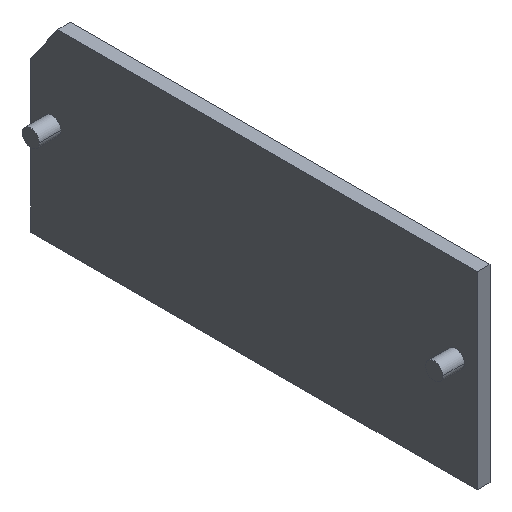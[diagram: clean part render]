
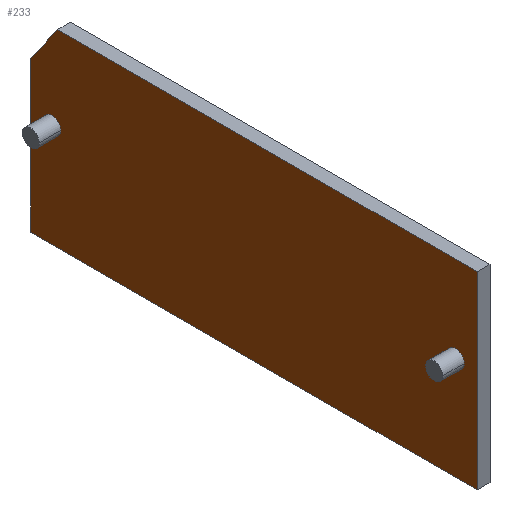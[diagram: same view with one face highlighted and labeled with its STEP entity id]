
A CAD part, isometric view. The second image highlights one B-rep face of the part: STEP entity #233.
In plain terms, the highlighted planar face has unit normal (-1, 0, 0).
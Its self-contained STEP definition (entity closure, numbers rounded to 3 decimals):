
#65=AXIS2_PLACEMENT_3D('Circle Axis2P3D',#63,#64,$) ;
#91=AXIS2_PLACEMENT_3D('Circle Axis2P3D',#89,#90,$) ;
#132=AXIS2_PLACEMENT_3D('Circle Axis2P3D',#130,#131,$) ;
#158=AXIS2_PLACEMENT_3D('Circle Axis2P3D',#156,#157,$) ;
#181=AXIS2_PLACEMENT_3D('Plane Axis2P3D',#178,#179,#180) ;
#58=CARTESIAN_POINT('Vertex',(2.5,48.5,12.)) ;
#63=CARTESIAN_POINT('Axis2P3D Location',(2.5,49.5,12.)) ;
#67=CARTESIAN_POINT('Vertex',(2.5,50.5,12.)) ;
#89=CARTESIAN_POINT('Axis2P3D Location',(2.5,49.5,12.)) ;
#125=CARTESIAN_POINT('Vertex',(2.5,1.5,12.)) ;
#130=CARTESIAN_POINT('Axis2P3D Location',(2.5,2.5,12.)) ;
#134=CARTESIAN_POINT('Vertex',(2.5,3.5,12.)) ;
#156=CARTESIAN_POINT('Axis2P3D Location',(2.5,2.5,12.)) ;
#178=CARTESIAN_POINT('Axis2P3D Location',(2.5,52.,0.)) ;
#183=CARTESIAN_POINT('Line Origine',(2.5,26.,0.)) ;
#187=CARTESIAN_POINT('Vertex',(2.5,52.,0.)) ;
#189=CARTESIAN_POINT('Vertex',(2.5,0.,0.)) ;
#192=CARTESIAN_POINT('Line Origine',(2.5,0.,11.)) ;
#196=CARTESIAN_POINT('Vertex',(2.5,0.,22.)) ;
#199=CARTESIAN_POINT('Line Origine',(2.5,24.425,22.)) ;
#203=CARTESIAN_POINT('Vertex',(2.5,48.849,22.)) ;
#206=CARTESIAN_POINT('Line Origine',(2.5,50.425,19.75)) ;
#210=CARTESIAN_POINT('Vertex',(2.5,52.,17.5)) ;
#213=CARTESIAN_POINT('Line Origine',(2.5,52.,8.75)) ;
#64=DIRECTION('Axis2P3D Direction',(-1.,0.,0.)) ;
#90=DIRECTION('Axis2P3D Direction',(-1.,0.,0.)) ;
#131=DIRECTION('Axis2P3D Direction',(-1.,0.,0.)) ;
#157=DIRECTION('Axis2P3D Direction',(-1.,0.,0.)) ;
#179=DIRECTION('Axis2P3D Direction',(-1.,0.,0.)) ;
#180=DIRECTION('Axis2P3D XDirection',(0.,-1.,0.)) ;
#184=DIRECTION('Vector Direction',(0.,-1.,0.)) ;
#193=DIRECTION('Vector Direction',(0.,0.,1.)) ;
#200=DIRECTION('Vector Direction',(0.,1.,0.)) ;
#207=DIRECTION('Vector Direction',(0.,-0.574,0.819)) ;
#214=DIRECTION('Vector Direction',(0.,0.,-1.)) ;
#185=VECTOR('Line Direction',#184,1.) ;
#194=VECTOR('Line Direction',#193,1.) ;
#201=VECTOR('Line Direction',#200,1.) ;
#208=VECTOR('Line Direction',#207,1.) ;
#215=VECTOR('Line Direction',#214,1.) ;
#219=ORIENTED_EDGE('',*,*,#191,.T.) ;
#220=ORIENTED_EDGE('',*,*,#198,.T.) ;
#221=ORIENTED_EDGE('',*,*,#205,.T.) ;
#222=ORIENTED_EDGE('',*,*,#212,.T.) ;
#223=ORIENTED_EDGE('',*,*,#217,.T.) ;
#226=ORIENTED_EDGE('',*,*,#69,.F.) ;
#227=ORIENTED_EDGE('',*,*,#93,.F.) ;
#230=ORIENTED_EDGE('',*,*,#136,.F.) ;
#231=ORIENTED_EDGE('',*,*,#160,.F.) ;
#228=FACE_BOUND('',#225,.T.) ;
#232=FACE_BOUND('',#229,.T.) ;
#233=ADVANCED_FACE('V1',(#224,#228,#232),#182,.T.) ;
#66=CIRCLE('generated circle',#65,1.) ;
#92=CIRCLE('generated circle',#91,1.) ;
#133=CIRCLE('generated circle',#132,1.) ;
#159=CIRCLE('generated circle',#158,1.) ;
#69=EDGE_CURVE('',#59,#68,#66,.T.) ;
#93=EDGE_CURVE('',#68,#59,#92,.T.) ;
#136=EDGE_CURVE('',#126,#135,#133,.T.) ;
#160=EDGE_CURVE('',#135,#126,#159,.T.) ;
#191=EDGE_CURVE('',#188,#190,#186,.T.) ;
#198=EDGE_CURVE('',#190,#197,#195,.T.) ;
#205=EDGE_CURVE('',#197,#204,#202,.T.) ;
#212=EDGE_CURVE('',#204,#211,#209,.F.) ;
#217=EDGE_CURVE('',#211,#188,#216,.T.) ;
#218=EDGE_LOOP('',(#219,#220,#221,#222,#223)) ;
#225=EDGE_LOOP('',(#226,#227)) ;
#229=EDGE_LOOP('',(#230,#231)) ;
#224=FACE_OUTER_BOUND('',#218,.T.) ;
#186=LINE('Line',#183,#185) ;
#195=LINE('Line',#192,#194) ;
#202=LINE('Line',#199,#201) ;
#209=LINE('Line',#206,#208) ;
#216=LINE('Line',#213,#215) ;
#182=PLANE('',#181) ;
#59=VERTEX_POINT('',#58) ;
#68=VERTEX_POINT('',#67) ;
#126=VERTEX_POINT('',#125) ;
#135=VERTEX_POINT('',#134) ;
#188=VERTEX_POINT('',#187) ;
#190=VERTEX_POINT('',#189) ;
#197=VERTEX_POINT('',#196) ;
#204=VERTEX_POINT('',#203) ;
#211=VERTEX_POINT('',#210) ;
